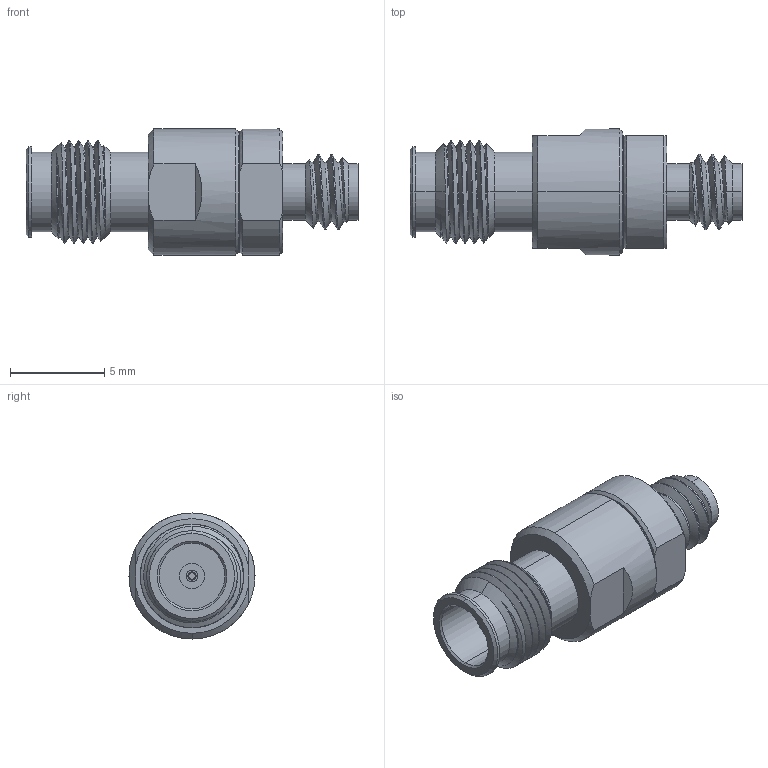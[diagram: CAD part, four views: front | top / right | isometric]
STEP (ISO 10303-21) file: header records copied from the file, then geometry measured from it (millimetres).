
FILE_DESCRIPTION (( 'STEP AP214' ), '1' );
FILE_NAME ('FMAD10013_3D.step', '2024-06-18T16:17:04', ( '' ), ( '' ), 'SwSTEP 2.0', 'SolidWorks 2022', '' );
FILE_SCHEMA (( 'AUTOMOTIVE_DESIGN' ));
Length unit declared in the file: millimetre
Products named in the file (1): FMAD10013_3D
Bounding box: 17.65 x 6.7 x 6.7 mm (x, y, z)
Volume: 353.5 mm3; surface area: 493.7 mm2
Topology: 1 solids, 1 shells, 154 faces, 386 edges, 251 vertices
Faces by surface type: cylinder 66, plane 42, cone 41, bspline 5
Entity records: 7562 total; most frequent: CARTESIAN_POINT 4000, ORIENTED_EDGE 772, DIRECTION 675, EDGE_CURVE 386, AXIS2_PLACEMENT_3D 269, VERTEX_POINT 251, EDGE_LOOP 171, ADVANCED_FACE 154
